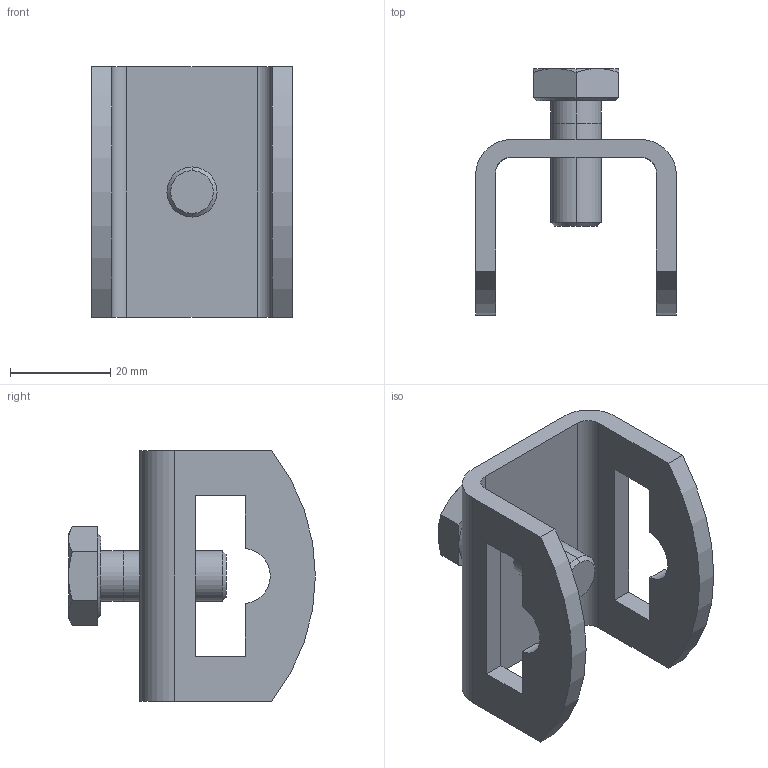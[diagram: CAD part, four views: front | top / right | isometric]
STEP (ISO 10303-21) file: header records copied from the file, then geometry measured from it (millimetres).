
FILE_DESCRIPTION(('CoCreate Modeling STEP Export'),'2;1');
FILE_NAME('5014425.stp','2019-04-23T10:09:18',(''),(''),'CoCreate Modeling STEP processor for AP214 (Solid Model)','CoCreate Modeling 16.00D 29-May-2009 (C) Parametric Technology GmbH','');
FILE_SCHEMA(('AUTOMOTIVE_DESIGN { 1 0 10303 214 1 1 1 1 }'));
Length unit declared in the file: millimetre
Products named in the file (3): Klemmkoerper; Schraube_M_10x25_DIN_933; Klemme
Assembly tree (2 placements, depth 2):
  Klemme
    Schraube_M_10x25_DIN_933
    Klemmkoerper
Bounding box: 40 x 49.2 x 50 mm (x, y, z)
Volume: 18046.5 mm3; surface area: 11230.8 mm2
Topology: 2 solids, 2 shells, 733 faces, 2064 edges, 1370 vertices
Faces by surface type: plane 677, cylinder 36, cone 12, extrusion 8
Entity records: 23481 total; most frequent: CARTESIAN_POINT 4594, ORIENTED_EDGE 4128, DIRECTION 3472, EDGE_CURVE 2064, VECTOR 1948, LINE 1940, VERTEX_POINT 1370, EDGE_LOOP 774
